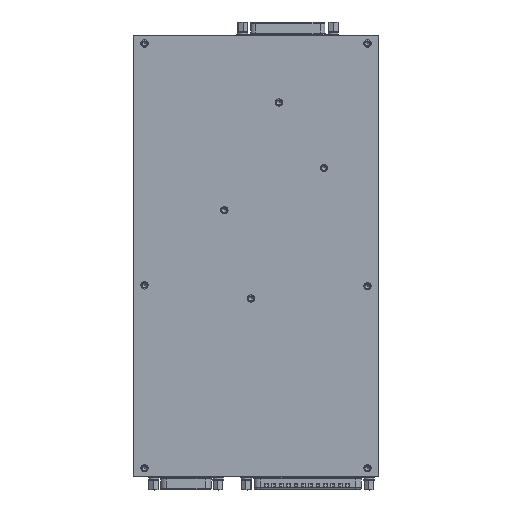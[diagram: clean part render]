
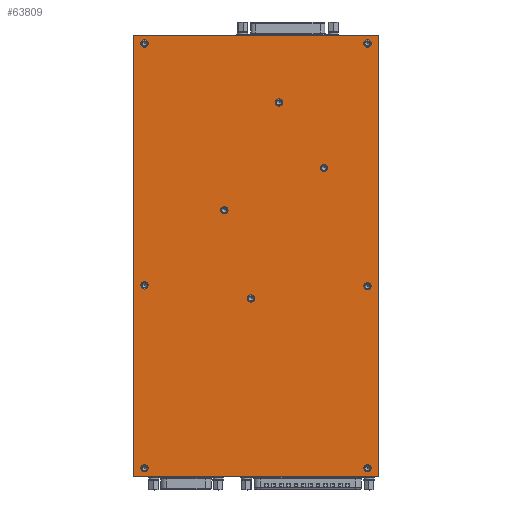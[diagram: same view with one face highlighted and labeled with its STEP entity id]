
A CAD part, top view. The second image highlights one B-rep face of the part: STEP entity #63809.
In plain terms, the highlighted planar face has unit normal (0, 0, 1).
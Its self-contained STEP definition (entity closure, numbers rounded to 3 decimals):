
#2978=CIRCLE('',#66607,1.905);
#2979=CIRCLE('',#66608,1.905);
#2980=CIRCLE('',#66609,1.905);
#2981=CIRCLE('',#66610,1.905);
#2982=CIRCLE('',#66611,1.905);
#2983=CIRCLE('',#66612,1.905);
#2984=CIRCLE('',#66613,1.905);
#2985=CIRCLE('',#66614,1.905);
#2986=CIRCLE('',#66615,1.905);
#2987=CIRCLE('',#66616,1.905);
#4472=ORIENTED_EDGE('',*,*,#17676,.T.);
#4473=ORIENTED_EDGE('',*,*,#17677,.T.);
#4474=ORIENTED_EDGE('',*,*,#17678,.T.);
#4475=ORIENTED_EDGE('',*,*,#17679,.T.);
#4476=ORIENTED_EDGE('',*,*,#17680,.T.);
#4477=ORIENTED_EDGE('',*,*,#17681,.T.);
#4478=ORIENTED_EDGE('',*,*,#17682,.T.);
#4479=ORIENTED_EDGE('',*,*,#17683,.T.);
#4480=ORIENTED_EDGE('',*,*,#17684,.T.);
#4481=ORIENTED_EDGE('',*,*,#17685,.T.);
#4482=ORIENTED_EDGE('',*,*,#17660,.F.);
#4483=ORIENTED_EDGE('',*,*,#17675,.F.);
#4484=ORIENTED_EDGE('',*,*,#17670,.F.);
#4485=ORIENTED_EDGE('',*,*,#17667,.F.);
#17660=EDGE_CURVE('',#24264,#24265,#28745,.T.);
#17667=EDGE_CURVE('',#24265,#24271,#28748,.T.);
#17670=EDGE_CURVE('',#24271,#24273,#28751,.T.);
#17675=EDGE_CURVE('',#24273,#24264,#28754,.T.);
#17676=EDGE_CURVE('',#24276,#24276,#2978,.T.);
#17677=EDGE_CURVE('',#24277,#24277,#2979,.T.);
#17678=EDGE_CURVE('',#24278,#24278,#2980,.T.);
#17679=EDGE_CURVE('',#24279,#24279,#2981,.T.);
#17680=EDGE_CURVE('',#24280,#24280,#2982,.T.);
#17681=EDGE_CURVE('',#24281,#24281,#2983,.T.);
#17682=EDGE_CURVE('',#24282,#24282,#2984,.T.);
#17683=EDGE_CURVE('',#24283,#24283,#2985,.T.);
#17684=EDGE_CURVE('',#24284,#24284,#2986,.T.);
#17685=EDGE_CURVE('',#24285,#24285,#2987,.T.);
#24264=VERTEX_POINT('',#81497);
#24265=VERTEX_POINT('',#81499);
#24271=VERTEX_POINT('',#81513);
#24273=VERTEX_POINT('',#81519);
#24276=VERTEX_POINT('',#81530);
#24277=VERTEX_POINT('',#81532);
#24278=VERTEX_POINT('',#81534);
#24279=VERTEX_POINT('',#81536);
#24280=VERTEX_POINT('',#81538);
#24281=VERTEX_POINT('',#81540);
#24282=VERTEX_POINT('',#81542);
#24283=VERTEX_POINT('',#81544);
#24284=VERTEX_POINT('',#81546);
#24285=VERTEX_POINT('',#81548);
#28745=LINE('',#81498,#32367);
#28748=LINE('',#81512,#32370);
#28751=LINE('',#81518,#32373);
#28754=LINE('',#81527,#32376);
#32367=VECTOR('',#70359,1000.);
#32370=VECTOR('',#70372,1000.);
#32373=VECTOR('',#70377,1000.);
#32376=VECTOR('',#70386,1000.);
#35997=EDGE_LOOP('',(#4472));
#35998=EDGE_LOOP('',(#4473));
#35999=EDGE_LOOP('',(#4474));
#36000=EDGE_LOOP('',(#4475));
#36001=EDGE_LOOP('',(#4476));
#36002=EDGE_LOOP('',(#4477));
#36003=EDGE_LOOP('',(#4478));
#36004=EDGE_LOOP('',(#4479));
#36005=EDGE_LOOP('',(#4480));
#36006=EDGE_LOOP('',(#4481));
#36007=EDGE_LOOP('',(#4482,#4483,#4484,#4485));
#39559=FACE_BOUND('',#35997,.T.);
#39560=FACE_BOUND('',#35998,.T.);
#39561=FACE_BOUND('',#35999,.T.);
#39562=FACE_BOUND('',#36000,.T.);
#39563=FACE_BOUND('',#36001,.T.);
#39564=FACE_BOUND('',#36002,.T.);
#39565=FACE_BOUND('',#36003,.T.);
#39566=FACE_BOUND('',#36004,.T.);
#39567=FACE_BOUND('',#36005,.T.);
#39568=FACE_BOUND('',#36006,.T.);
#39569=FACE_BOUND('',#36007,.T.);
#43140=PLANE('',#66606);
#63809=ADVANCED_FACE('',(#39559,#39560,#39561,#39562,#39563,#39564,#39565,
#39566,#39567,#39568,#39569),#43140,.F.);
#66606=AXIS2_PLACEMENT_3D('',#81528,#70387,#70388);
#66607=AXIS2_PLACEMENT_3D('',#81529,#70389,#70390);
#66608=AXIS2_PLACEMENT_3D('',#81531,#70391,#70392);
#66609=AXIS2_PLACEMENT_3D('',#81533,#70393,#70394);
#66610=AXIS2_PLACEMENT_3D('',#81535,#70395,#70396);
#66611=AXIS2_PLACEMENT_3D('',#81537,#70397,#70398);
#66612=AXIS2_PLACEMENT_3D('',#81539,#70399,#70400);
#66613=AXIS2_PLACEMENT_3D('',#81541,#70401,#70402);
#66614=AXIS2_PLACEMENT_3D('',#81543,#70403,#70404);
#66615=AXIS2_PLACEMENT_3D('',#81545,#70405,#70406);
#66616=AXIS2_PLACEMENT_3D('',#81547,#70407,#70408);
#70359=DIRECTION('',(0.,-1.,0.));
#70372=DIRECTION('',(-1.,0.,0.));
#70377=DIRECTION('',(0.,1.,0.));
#70386=DIRECTION('',(1.,0.,0.));
#70387=DIRECTION('',(0.,0.,-1.));
#70388=DIRECTION('',(-1.,0.,0.));
#70389=DIRECTION('',(0.,0.,-1.));
#70390=DIRECTION('',(0.,-1.,0.));
#70391=DIRECTION('',(0.,0.,-1.));
#70392=DIRECTION('',(0.,-1.,0.));
#70393=DIRECTION('',(0.,0.,-1.));
#70394=DIRECTION('',(0.,-1.,0.));
#70395=DIRECTION('',(0.,0.,-1.));
#70396=DIRECTION('',(0.,-1.,0.));
#70397=DIRECTION('',(0.,0.,-1.));
#70398=DIRECTION('',(0.,-1.,0.));
#70399=DIRECTION('',(0.,0.,-1.));
#70400=DIRECTION('',(0.,-1.,0.));
#70401=DIRECTION('',(0.,0.,-1.));
#70402=DIRECTION('',(0.,-1.,0.));
#70403=DIRECTION('',(0.,0.,-1.));
#70404=DIRECTION('',(0.,-1.,0.));
#70405=DIRECTION('',(0.,0.,-1.));
#70406=DIRECTION('',(0.,-1.,0.));
#70407=DIRECTION('',(0.,0.,-1.));
#70408=DIRECTION('',(0.,-1.,0.));
#81497=CARTESIAN_POINT('',(63.373,114.173,23.114));
#81498=CARTESIAN_POINT('',(63.373,114.173,23.114));
#81499=CARTESIAN_POINT('',(63.373,-114.173,23.114));
#81512=CARTESIAN_POINT('',(63.373,-114.173,23.114));
#81513=CARTESIAN_POINT('',(-63.373,-114.173,23.114));
#81518=CARTESIAN_POINT('',(-63.373,-114.173,23.114));
#81519=CARTESIAN_POINT('',(-63.373,114.173,23.114));
#81527=CARTESIAN_POINT('',(-63.373,114.173,23.114));
#81528=CARTESIAN_POINT('',(0.,0.,23.114));
#81529=CARTESIAN_POINT('',(35.306,45.618,23.114));
#81530=CARTESIAN_POINT('',(35.306,43.713,23.114));
#81531=CARTESIAN_POINT('',(11.963,79.477,23.114));
#81532=CARTESIAN_POINT('',(11.963,77.572,23.114));
#81533=CARTESIAN_POINT('',(-16.408,23.673,23.114));
#81534=CARTESIAN_POINT('',(-16.408,21.768,23.114));
#81535=CARTESIAN_POINT('',(-2.565,-22.123,23.114));
#81536=CARTESIAN_POINT('',(-2.565,-24.028,23.114));
#81537=CARTESIAN_POINT('',(-57.785,110.109,23.114));
#81538=CARTESIAN_POINT('',(-57.785,108.204,23.114));
#81539=CARTESIAN_POINT('',(-57.785,-15.291,23.114));
#81540=CARTESIAN_POINT('',(-57.785,-17.196,23.114));
#81541=CARTESIAN_POINT('',(57.785,110.109,23.114));
#81542=CARTESIAN_POINT('',(57.785,108.204,23.114));
#81543=CARTESIAN_POINT('',(57.785,-15.773,23.114));
#81544=CARTESIAN_POINT('',(57.785,-17.678,23.114));
#81545=CARTESIAN_POINT('',(57.785,-110.109,23.114));
#81546=CARTESIAN_POINT('',(57.785,-112.014,23.114));
#81547=CARTESIAN_POINT('',(-57.785,-110.109,23.114));
#81548=CARTESIAN_POINT('',(-57.785,-112.014,23.114));
